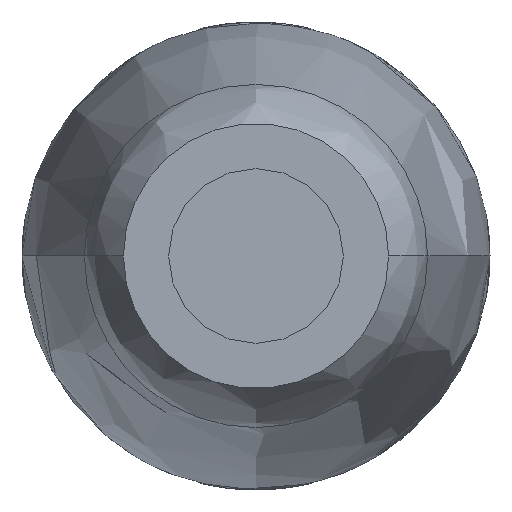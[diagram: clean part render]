
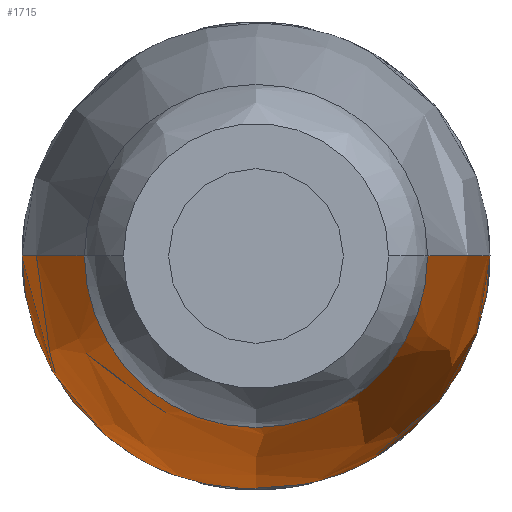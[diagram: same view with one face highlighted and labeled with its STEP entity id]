
A CAD part, front view. The second image highlights one B-rep face of the part: STEP entity #1715.
In plain terms, the highlighted face is a revolution surface.
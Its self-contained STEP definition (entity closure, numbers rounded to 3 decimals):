
#942=SURFACE_OF_REVOLUTION('',#2785,#946);
#946=AXIS1_PLACEMENT('',#13849,#7409);
#1142=CIRCLE('',#6214,5.25);
#1152=CIRCLE('',#6275,7.5);
#1153=CIRCLE('',#6276,7.5);
#1715=ADVANCED_FACE('',(#2123),#942,.F.);
#2123=FACE_OUTER_BOUND('',#2454,.T.);
#2454=EDGE_LOOP('',(#3968,#3969,#3970,#3971,#3972,#3973,#3974,#3975));
#2774=B_SPLINE_CURVE_WITH_KNOTS('',3,(#13707,#13708,#13709,#13710,#13711,
#13712,#13713,#13714,#13715),.UNSPECIFIED.,.F.,.F.,(4,1,1,1,1,1,4),(0.,
0.303,0.441,0.687,0.819,0.954,
1.),.UNSPECIFIED.);
#2775=B_SPLINE_CURVE_WITH_KNOTS('',3,(#13716,#13717,#13718,#13719,#13720,
#13721,#13722,#13723,#13724),.UNSPECIFIED.,.F.,.F.,(4,1,1,1,1,1,4),(0.,
0.046,0.181,0.313,0.559,0.697,
1.),.UNSPECIFIED.);
#2781=B_SPLINE_CURVE_WITH_KNOTS('',3,(#13761,#13762,#13763,#13764,#13765,
#13766,#13767,#13768,#13769,#13770,#13771),.UNSPECIFIED.,.F.,.F.,(4,2,2,
1,2,4),(0.,0.5,0.563,0.625,0.75,
1.),.UNSPECIFIED.);
#2783=B_SPLINE_CURVE_WITH_KNOTS('',3,(#13781,#13782,#13783,#13784,#13785,
#13786,#13787,#13788,#13789,#13790,#13791,#13792,#13793,#13794,#13795,#13796,
#13797,#13798,#13799,#13800,#13801,#13802,#13803,#13804,#13805,#13806,#13807,
#13808,#13809,#13810,#13811,#13812,#13813,#13814,#13815,#13816,#13817,#13818,
#13819,#13820,#13821,#13822,#13823,#13824,#13825,#13826,#13827,#13828),
 .UNSPECIFIED.,.F.,.F.,(4,2,2,2,2,2,2,2,2,2,2,2,2,2,2,2,2,2,2,2,2,2,2,4),
(0.,0.031,0.047,0.063,0.094,
0.125,0.156,0.188,0.219,0.25,0.281,0.312,
0.375,0.437,0.5,0.75,0.781,0.813,
0.844,0.875,0.938,0.969,0.984,1.),.UNSPECIFIED.);
#2784=B_SPLINE_CURVE_WITH_KNOTS('',3,(#13830,#13831,#13832,#13833,#13834,
#13835,#13836,#13837),.UNSPECIFIED.,.F.,.F.,(4,2,2,4),(0.,0.25,0.5,1.),
 .UNSPECIFIED.);
#2785=B_SPLINE_CURVE_WITH_KNOTS('',3,(#13838,#13839,#13840,#13841,#13842,
#13843,#13844,#13845,#13846,#13847,#13848),.UNSPECIFIED.,.F.,.F.,(4,1,1,
1,1,1,1,1,4),(0.,0.01,0.056,0.188,0.317,
0.558,0.693,0.99,1.),.UNSPECIFIED.);
#3968=ORIENTED_EDGE('',*,*,#5325,.F.);
#3969=ORIENTED_EDGE('',*,*,#5317,.T.);
#3970=ORIENTED_EDGE('',*,*,#5174,.T.);
#3971=ORIENTED_EDGE('',*,*,#5316,.T.);
#3972=ORIENTED_EDGE('',*,*,#5326,.F.);
#3973=ORIENTED_EDGE('',*,*,#5323,.T.);
#3974=ORIENTED_EDGE('',*,*,#5327,.T.);
#3975=ORIENTED_EDGE('',*,*,#5328,.T.);
#4544=VERTEX_POINT('',#11561);
#4545=VERTEX_POINT('',#11562);
#4638=VERTEX_POINT('',#13706);
#4639=VERTEX_POINT('',#13725);
#4642=VERTEX_POINT('',#13760);
#4643=VERTEX_POINT('',#13772);
#4644=VERTEX_POINT('',#13779);
#4645=VERTEX_POINT('',#13829);
#5174=EDGE_CURVE('',#4544,#4545,#1142,.T.);
#5316=EDGE_CURVE('',#4545,#4638,#2774,.T.);
#5317=EDGE_CURVE('',#4639,#4544,#2775,.T.);
#5323=EDGE_CURVE('',#4643,#4642,#2781,.T.);
#5325=EDGE_CURVE('',#4639,#4644,#1152,.T.);
#5326=EDGE_CURVE('',#4643,#4638,#1153,.T.);
#5327=EDGE_CURVE('',#4642,#4645,#2783,.T.);
#5328=EDGE_CURVE('',#4645,#4644,#2784,.T.);
#6214=AXIS2_PLACEMENT_3D('',#11560,#7243,#7244);
#6275=AXIS2_PLACEMENT_3D('',#13778,#7405,#7406);
#6276=AXIS2_PLACEMENT_3D('',#13780,#7407,#7408);
#7243=DIRECTION('',(0.,1.,0.));
#7244=DIRECTION('',(1.,0.,0.));
#7405=DIRECTION('',(0.,1.,0.));
#7406=DIRECTION('',(1.,0.,0.));
#7407=DIRECTION('',(0.,1.,0.));
#7408=DIRECTION('',(-0.521,0.,-0.854));
#7409=DIRECTION('',(0.,1.,0.));
#11560=CARTESIAN_POINT('',(0.,-34.4,0.));
#11561=CARTESIAN_POINT('',(5.25,-34.4,0.));
#11562=CARTESIAN_POINT('',(-5.25,-34.4,0.));
#13706=CARTESIAN_POINT('',(-7.5,-6.4,0.));
#13707=CARTESIAN_POINT('',(-5.25,-34.4,0.));
#13708=CARTESIAN_POINT('',(-5.941,-31.613,0.));
#13709=CARTESIAN_POINT('',(-6.78,-27.586,0.));
#13710=CARTESIAN_POINT('',(-7.519,-21.194,0.));
#13711=CARTESIAN_POINT('',(-7.497,-16.246,0.));
#13712=CARTESIAN_POINT('',(-7.5,-11.389,0.));
#13713=CARTESIAN_POINT('',(-7.501,-8.477,0.));
#13714=CARTESIAN_POINT('',(-7.499,-6.821,0.));
#13715=CARTESIAN_POINT('',(-7.5,-6.4,0.));
#13716=CARTESIAN_POINT('',(7.5,-6.4,0.));
#13717=CARTESIAN_POINT('',(7.499,-6.821,0.));
#13718=CARTESIAN_POINT('',(7.501,-8.477,0.));
#13719=CARTESIAN_POINT('',(7.5,-11.389,0.));
#13720=CARTESIAN_POINT('',(7.497,-16.246,0.));
#13721=CARTESIAN_POINT('',(7.519,-21.194,0.));
#13722=CARTESIAN_POINT('',(6.78,-27.586,0.));
#13723=CARTESIAN_POINT('',(5.941,-31.613,0.));
#13724=CARTESIAN_POINT('',(5.25,-34.4,0.));
#13725=CARTESIAN_POINT('',(7.5,-6.4,0.));
#13760=CARTESIAN_POINT('',(-3.901,-9.061,-6.406));
#13761=CARTESIAN_POINT('',(-3.904,-6.4,-6.404));
#13762=CARTESIAN_POINT('',(-3.905,-7.024,-6.402));
#13763=CARTESIAN_POINT('',(-3.906,-7.456,-6.403));
#13764=CARTESIAN_POINT('',(-3.906,-7.719,-6.403));
#13765=CARTESIAN_POINT('',(-3.906,-7.82,-6.403));
#13766=CARTESIAN_POINT('',(-3.906,-7.948,-6.403));
#13767=CARTESIAN_POINT('',(-3.905,-8.136,-6.403));
#13768=CARTESIAN_POINT('',(-3.905,-8.314,-6.404));
#13769=CARTESIAN_POINT('',(-3.904,-8.657,-6.404));
#13770=CARTESIAN_POINT('',(-3.903,-8.868,-6.405));
#13771=CARTESIAN_POINT('',(-3.901,-9.061,-6.406));
#13772=CARTESIAN_POINT('',(-3.904,-6.4,-6.404));
#13778=CARTESIAN_POINT('',(0.,-6.4,0.));
#13779=CARTESIAN_POINT('',(3.904,-6.4,-6.404));
#13780=CARTESIAN_POINT('',(0.,-6.4,0.));
#13781=CARTESIAN_POINT('',(-3.901,-9.061,-6.406));
#13782=CARTESIAN_POINT('',(-3.897,-9.596,-6.409));
#13783=CARTESIAN_POINT('',(-3.882,-10.161,-6.418));
#13784=CARTESIAN_POINT('',(-3.844,-11.051,-6.44));
#13785=CARTESIAN_POINT('',(-3.833,-11.26,-6.447));
#13786=CARTESIAN_POINT('',(-3.804,-11.756,-6.463));
#13787=CARTESIAN_POINT('',(-3.789,-12.001,-6.472));
#13788=CARTESIAN_POINT('',(-3.736,-12.726,-6.503));
#13789=CARTESIAN_POINT('',(-3.701,-13.126,-6.522));
#13790=CARTESIAN_POINT('',(-3.614,-13.982,-6.571));
#13791=CARTESIAN_POINT('',(-3.565,-14.382,-6.598));
#13792=CARTESIAN_POINT('',(-3.465,-15.047,-6.652));
#13793=CARTESIAN_POINT('',(-3.397,-15.417,-6.687));
#13794=CARTESIAN_POINT('',(-3.254,-16.036,-6.759));
#13795=CARTESIAN_POINT('',(-3.175,-16.314,-6.797));
#13796=CARTESIAN_POINT('',(-2.993,-16.856,-6.879));
#13797=CARTESIAN_POINT('',(-2.914,-17.054,-6.912));
#13798=CARTESIAN_POINT('',(-2.716,-17.491,-6.99));
#13799=CARTESIAN_POINT('',(-2.608,-17.7,-7.03));
#13800=CARTESIAN_POINT('',(-2.373,-18.095,-7.11));
#13801=CARTESIAN_POINT('',(-2.3,-18.2,-7.132));
#13802=CARTESIAN_POINT('',(-2.098,-18.472,-7.191));
#13803=CARTESIAN_POINT('',(-1.993,-18.597,-7.219));
#13804=CARTESIAN_POINT('',(-1.666,-18.941,-7.299));
#13805=CARTESIAN_POINT('',(-1.432,-19.129,-7.345));
#13806=CARTESIAN_POINT('',(-0.933,-19.422,-7.419));
#13807=CARTESIAN_POINT('',(-0.758,-19.489,-7.436));
#13808=CARTESIAN_POINT('',(-0.325,-19.602,-7.465));
#13809=CARTESIAN_POINT('',(-0.148,-19.62,-7.469));
#13810=CARTESIAN_POINT('',(0.819,-19.588,-7.464));
#13811=CARTESIAN_POINT('',(1.84,-19.125,-7.301));
#13812=CARTESIAN_POINT('',(2.675,-17.568,-7.006));
#13813=CARTESIAN_POINT('',(2.788,-17.331,-6.963));
#13814=CARTESIAN_POINT('',(2.97,-16.891,-6.889));
#13815=CARTESIAN_POINT('',(3.052,-16.662,-6.853));
#13816=CARTESIAN_POINT('',(3.201,-16.184,-6.784));
#13817=CARTESIAN_POINT('',(3.286,-15.864,-6.743));
#13818=CARTESIAN_POINT('',(3.421,-15.247,-6.675));
#13819=CARTESIAN_POINT('',(3.48,-14.919,-6.644));
#13820=CARTESIAN_POINT('',(3.634,-13.879,-6.561));
#13821=CARTESIAN_POINT('',(3.719,-13.019,-6.512));
#13822=CARTESIAN_POINT('',(3.812,-11.712,-6.459));
#13823=CARTESIAN_POINT('',(3.841,-11.199,-6.442));
#13824=CARTESIAN_POINT('',(3.871,-10.453,-6.424));
#13825=CARTESIAN_POINT('',(3.881,-10.142,-6.418));
#13826=CARTESIAN_POINT('',(3.894,-9.595,-6.41));
#13827=CARTESIAN_POINT('',(3.898,-9.327,-6.408));
#13828=CARTESIAN_POINT('',(3.9,-9.063,-6.407));
#13829=CARTESIAN_POINT('',(3.9,-9.063,-6.407));
#13830=CARTESIAN_POINT('',(3.9,-9.063,-6.407));
#13831=CARTESIAN_POINT('',(3.901,-8.895,-6.406));
#13832=CARTESIAN_POINT('',(3.902,-8.697,-6.406));
#13833=CARTESIAN_POINT('',(3.903,-8.239,-6.405));
#13834=CARTESIAN_POINT('',(3.903,-8.03,-6.405));
#13835=CARTESIAN_POINT('',(3.903,-7.012,-6.404));
#13836=CARTESIAN_POINT('',(3.904,-6.585,-6.404));
#13837=CARTESIAN_POINT('',(3.904,-6.4,-6.404));
#13838=CARTESIAN_POINT('',(-7.501,-6.118,0.));
#13839=CARTESIAN_POINT('',(-7.5,-6.212,0.));
#13840=CARTESIAN_POINT('',(-7.499,-6.726,0.));
#13841=CARTESIAN_POINT('',(-7.501,-8.477,0.));
#13842=CARTESIAN_POINT('',(-7.5,-11.389,0.));
#13843=CARTESIAN_POINT('',(-7.497,-16.246,0.));
#13844=CARTESIAN_POINT('',(-7.519,-21.194,0.));
#13845=CARTESIAN_POINT('',(-6.78,-27.586,0.));
#13846=CARTESIAN_POINT('',(-5.922,-31.704,0.));
#13847=CARTESIAN_POINT('',(-5.205,-34.583,0.));
#13848=CARTESIAN_POINT('',(-5.182,-34.674,0.));
#13849=CARTESIAN_POINT('',(0.,-42.1,0.));
